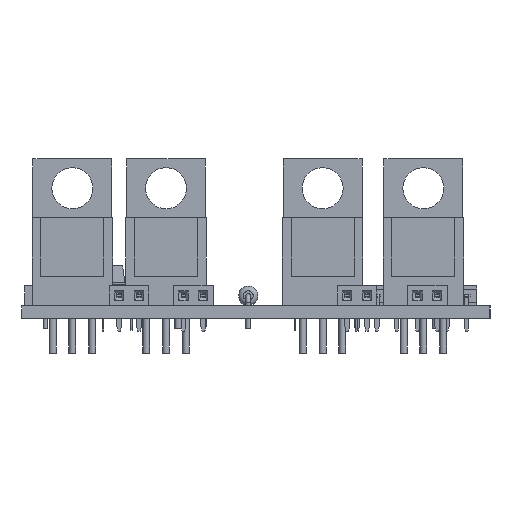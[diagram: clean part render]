
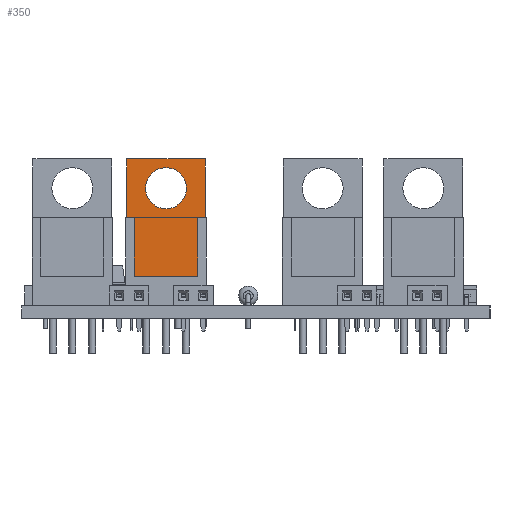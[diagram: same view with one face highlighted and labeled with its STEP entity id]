
A CAD part, left-side view. The second image highlights one B-rep face of the part: STEP entity #350.
In plain terms, the highlighted face is planar.
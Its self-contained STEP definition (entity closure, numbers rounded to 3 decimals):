
#350 = ADVANCED_FACE('',(#351,#417),#437,.T.);
#351 = FACE_BOUND('',#352,.T.);
#352 = EDGE_LOOP('',(#353,#363,#371,#379,#387,#395,#403,#411));
#353 = ORIENTED_EDGE('',*,*,#354,.F.);
#354 = EDGE_CURVE('',#355,#357,#359,.T.);
#355 = VERTEX_POINT('',#356);
#356 = CARTESIAN_POINT('',(-2.515,2.7,18.796));
#357 = VERTEX_POINT('',#358);
#358 = CARTESIAN_POINT('',(-2.515,2.7,11.278));
#359 = LINE('',#360,#361);
#360 = CARTESIAN_POINT('',(-2.515,2.7,18.796));
#361 = VECTOR('',#362,1.);
#362 = DIRECTION('',(0.,0.,-1.));
#363 = ORIENTED_EDGE('',*,*,#364,.F.);
#364 = EDGE_CURVE('',#365,#355,#367,.T.);
#365 = VERTEX_POINT('',#366);
#366 = CARTESIAN_POINT('',(7.595,2.7,18.796));
#367 = LINE('',#368,#369);
#368 = CARTESIAN_POINT('',(7.595,2.7,18.796));
#369 = VECTOR('',#370,1.);
#370 = DIRECTION('',(-1.,0.,0.));
#371 = ORIENTED_EDGE('',*,*,#372,.F.);
#372 = EDGE_CURVE('',#373,#365,#375,.T.);
#373 = VERTEX_POINT('',#374);
#374 = CARTESIAN_POINT('',(7.595,2.7,11.278));
#375 = LINE('',#376,#377);
#376 = CARTESIAN_POINT('',(7.595,2.7,11.278));
#377 = VECTOR('',#378,1.);
#378 = DIRECTION('',(0.,0.,1.));
#379 = ORIENTED_EDGE('',*,*,#380,.F.);
#380 = EDGE_CURVE('',#381,#373,#383,.T.);
#381 = VERTEX_POINT('',#382);
#382 = CARTESIAN_POINT('',(6.584,2.7,11.278));
#383 = LINE('',#384,#385);
#384 = CARTESIAN_POINT('',(6.584,2.7,11.278));
#385 = VECTOR('',#386,1.);
#386 = DIRECTION('',(1.,0.,0.));
#387 = ORIENTED_EDGE('',*,*,#388,.F.);
#388 = EDGE_CURVE('',#389,#381,#391,.T.);
#389 = VERTEX_POINT('',#390);
#390 = CARTESIAN_POINT('',(6.584,2.7,3.759));
#391 = LINE('',#392,#393);
#392 = CARTESIAN_POINT('',(6.584,2.7,3.759));
#393 = VECTOR('',#394,1.);
#394 = DIRECTION('',(0.,0.,1.));
#395 = ORIENTED_EDGE('',*,*,#396,.F.);
#396 = EDGE_CURVE('',#397,#389,#399,.T.);
#397 = VERTEX_POINT('',#398);
#398 = CARTESIAN_POINT('',(-1.504,2.7,3.759));
#399 = LINE('',#400,#401);
#400 = CARTESIAN_POINT('',(-1.504,2.7,3.759));
#401 = VECTOR('',#402,1.);
#402 = DIRECTION('',(1.,0.,0.));
#403 = ORIENTED_EDGE('',*,*,#404,.F.);
#404 = EDGE_CURVE('',#405,#397,#407,.T.);
#405 = VERTEX_POINT('',#406);
#406 = CARTESIAN_POINT('',(-1.504,2.7,11.278));
#407 = LINE('',#408,#409);
#408 = CARTESIAN_POINT('',(-1.504,2.7,11.278));
#409 = VECTOR('',#410,1.);
#410 = DIRECTION('',(0.,0.,-1.));
#411 = ORIENTED_EDGE('',*,*,#412,.F.);
#412 = EDGE_CURVE('',#357,#405,#413,.T.);
#413 = LINE('',#414,#415);
#414 = CARTESIAN_POINT('',(-2.515,2.7,11.278));
#415 = VECTOR('',#416,1.);
#416 = DIRECTION('',(1.,0.,0.));
#417 = FACE_BOUND('',#418,.T.);
#418 = EDGE_LOOP('',(#419,#430));
#419 = ORIENTED_EDGE('',*,*,#420,.F.);
#420 = EDGE_CURVE('',#421,#423,#425,.T.);
#421 = VERTEX_POINT('',#422);
#422 = CARTESIAN_POINT('',(-0.091,2.7,15.037));
#423 = VERTEX_POINT('',#424);
#424 = CARTESIAN_POINT('',(5.171,2.7,15.037));
#425 = CIRCLE('',#426,2.631);
#426 = AXIS2_PLACEMENT_3D('',#427,#428,#429);
#427 = CARTESIAN_POINT('',(2.54,2.7,15.037));
#428 = DIRECTION('',(-0.,1.,0.));
#429 = DIRECTION('',(1.,0.,0.));
#430 = ORIENTED_EDGE('',*,*,#431,.F.);
#431 = EDGE_CURVE('',#423,#421,#432,.T.);
#432 = CIRCLE('',#433,2.631);
#433 = AXIS2_PLACEMENT_3D('',#434,#435,#436);
#434 = CARTESIAN_POINT('',(2.54,2.7,15.037));
#435 = DIRECTION('',(-0.,1.,0.));
#436 = DIRECTION('',(1.,0.,0.));
#437 = PLANE('',#438);
#438 = AXIS2_PLACEMENT_3D('',#439,#440,#441);
#439 = CARTESIAN_POINT('',(2.54,2.7,15.037));
#440 = DIRECTION('',(0.,1.,0.));
#441 = DIRECTION('',(-1.,0.,0.));
